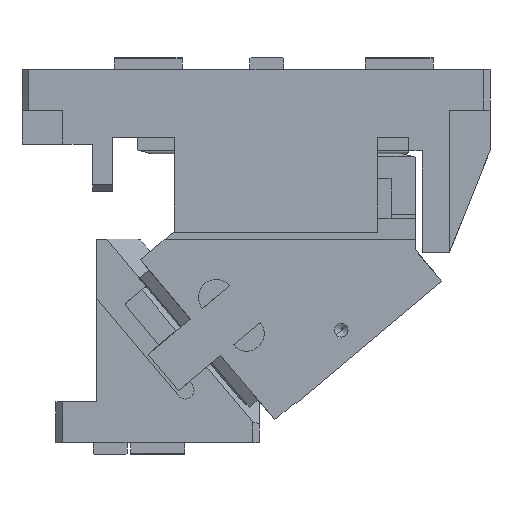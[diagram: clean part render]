
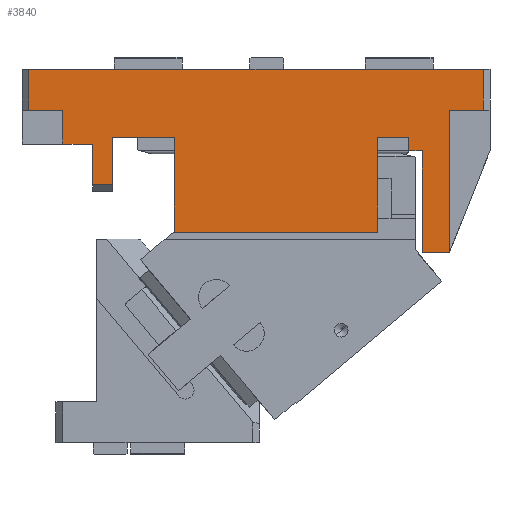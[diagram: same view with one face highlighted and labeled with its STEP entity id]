
A CAD part, front view. The second image highlights one B-rep face of the part: STEP entity #3840.
In plain terms, the highlighted planar face has unit normal (0, -1, 0).
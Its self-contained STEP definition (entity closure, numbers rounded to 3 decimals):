
#364=CARTESIAN_POINT('Vertex',(5.,-55.,0.)) ;
#367=CARTESIAN_POINT('Line Origine',(172.5,-55.,0.)) ;
#371=CARTESIAN_POINT('Vertex',(340.,-55.,0.)) ;
#1322=CARTESIAN_POINT('Line Origine',(187.07,-55.,-119.999)) ;
#1326=CARTESIAN_POINT('Vertex',(262.07,-55.,-119.999)) ;
#1328=CARTESIAN_POINT('Vertex',(112.07,-55.,-119.999)) ;
#1407=CARTESIAN_POINT('Line Origine',(112.07,-55.,-84.999)) ;
#1411=CARTESIAN_POINT('Vertex',(112.07,-55.,-49.999)) ;
#1468=CARTESIAN_POINT('Vertex',(262.07,-55.,-49.999)) ;
#1471=CARTESIAN_POINT('Line Origine',(262.07,-55.,-84.999)) ;
#1961=CARTESIAN_POINT('Vertex',(5.,-55.,-30.)) ;
#1964=CARTESIAN_POINT('Line Origine',(5.,-55.,-15.)) ;
#2285=CARTESIAN_POINT('Vertex',(30.,-55.,-30.)) ;
#2288=CARTESIAN_POINT('Line Origine',(17.5,-55.,-30.)) ;
#2314=CARTESIAN_POINT('Vertex',(30.,-55.,-55.)) ;
#2317=CARTESIAN_POINT('Line Origine',(30.,-55.,-42.5)) ;
#2345=CARTESIAN_POINT('Vertex',(52.07,-55.,-55.)) ;
#2348=CARTESIAN_POINT('Line Origine',(41.035,-55.,-55.)) ;
#2382=CARTESIAN_POINT('Vertex',(52.07,-55.,-84.999)) ;
#2385=CARTESIAN_POINT('Line Origine',(52.07,-55.,-70.)) ;
#2408=CARTESIAN_POINT('Vertex',(67.07,-55.,-84.999)) ;
#2411=CARTESIAN_POINT('Line Origine',(59.57,-55.,-84.999)) ;
#2439=CARTESIAN_POINT('Vertex',(67.07,-55.,-49.999)) ;
#2442=CARTESIAN_POINT('Line Origine',(67.07,-55.,-67.499)) ;
#2667=CARTESIAN_POINT('Vertex',(315.,-55.,-135.)) ;
#2683=CARTESIAN_POINT('Vertex',(315.,-55.,-30.)) ;
#2686=CARTESIAN_POINT('Line Origine',(315.,-55.,-82.5)) ;
#2703=CARTESIAN_POINT('Line Origine',(340.,-55.,-15.)) ;
#2707=CARTESIAN_POINT('Vertex',(340.,-55.,-30.)) ;
#3441=CARTESIAN_POINT('Vertex',(285.07,-55.,-59.999)) ;
#3444=CARTESIAN_POINT('Line Origine',(285.07,-55.,-54.999)) ;
#3448=CARTESIAN_POINT('Vertex',(285.07,-55.,-49.999)) ;
#3479=CARTESIAN_POINT('Vertex',(295.07,-55.,-59.999)) ;
#3482=CARTESIAN_POINT('Line Origine',(290.07,-55.,-59.999)) ;
#3505=CARTESIAN_POINT('Vertex',(295.07,-55.,-135.)) ;
#3510=CARTESIAN_POINT('Line Origine',(295.07,-55.,-97.5)) ;
#3537=CARTESIAN_POINT('Line Origine',(305.035,-55.,-135.)) ;
#3779=CARTESIAN_POINT('Line Origine',(273.57,-55.,-49.999)) ;
#3784=CARTESIAN_POINT('Line Origine',(89.57,-55.,-49.999)) ;
#3808=CARTESIAN_POINT('Axis2P3D Location',(0.,-55.,0.)) ;
#3813=CARTESIAN_POINT('Line Origine',(327.5,-55.,-30.)) ;
#368=DIRECTION('Vector Direction',(1.,0.,0.)) ;
#1323=DIRECTION('Vector Direction',(-1.,0.,0.)) ;
#1408=DIRECTION('Vector Direction',(0.,0.,1.)) ;
#1472=DIRECTION('Vector Direction',(0.,0.,-1.)) ;
#1965=DIRECTION('Vector Direction',(0.,0.,-1.)) ;
#2289=DIRECTION('Vector Direction',(1.,0.,0.)) ;
#2318=DIRECTION('Vector Direction',(0.,0.,-1.)) ;
#2349=DIRECTION('Vector Direction',(1.,0.,0.)) ;
#2386=DIRECTION('Vector Direction',(0.,0.,1.)) ;
#2412=DIRECTION('Vector Direction',(1.,0.,0.)) ;
#2443=DIRECTION('Vector Direction',(0.,0.,1.)) ;
#2687=DIRECTION('Vector Direction',(0.,0.,-1.)) ;
#2704=DIRECTION('Vector Direction',(0.,0.,-1.)) ;
#3445=DIRECTION('Vector Direction',(0.,0.,-1.)) ;
#3483=DIRECTION('Vector Direction',(1.,0.,0.)) ;
#3511=DIRECTION('Vector Direction',(0.,0.,-1.)) ;
#3538=DIRECTION('Vector Direction',(1.,0.,0.)) ;
#3780=DIRECTION('Vector Direction',(1.,0.,0.)) ;
#3785=DIRECTION('Vector Direction',(1.,0.,0.)) ;
#3809=DIRECTION('Axis2P3D Direction',(0.,-1.,0.)) ;
#3810=DIRECTION('Axis2P3D XDirection',(0.,0.,-1.)) ;
#3814=DIRECTION('Vector Direction',(-1.,0.,0.)) ;
#3811=AXIS2_PLACEMENT_3D('Plane Axis2P3D',#3808,#3809,#3810) ;
#3819=ORIENTED_EDGE('',*,*,#3514,.T.) ;
#3820=ORIENTED_EDGE('',*,*,#3541,.T.) ;
#3821=ORIENTED_EDGE('',*,*,#2690,.F.) ;
#3822=ORIENTED_EDGE('',*,*,#3817,.F.) ;
#3823=ORIENTED_EDGE('',*,*,#2709,.F.) ;
#3824=ORIENTED_EDGE('',*,*,#373,.F.) ;
#3825=ORIENTED_EDGE('',*,*,#1968,.T.) ;
#3826=ORIENTED_EDGE('',*,*,#2292,.T.) ;
#3827=ORIENTED_EDGE('',*,*,#2321,.T.) ;
#3828=ORIENTED_EDGE('',*,*,#2352,.T.) ;
#3829=ORIENTED_EDGE('',*,*,#2389,.F.) ;
#3830=ORIENTED_EDGE('',*,*,#2415,.T.) ;
#3831=ORIENTED_EDGE('',*,*,#2446,.T.) ;
#3832=ORIENTED_EDGE('',*,*,#3788,.T.) ;
#3833=ORIENTED_EDGE('',*,*,#1413,.F.) ;
#3834=ORIENTED_EDGE('',*,*,#1330,.F.) ;
#3835=ORIENTED_EDGE('',*,*,#1475,.F.) ;
#3836=ORIENTED_EDGE('',*,*,#3783,.T.) ;
#3837=ORIENTED_EDGE('',*,*,#3450,.T.) ;
#3838=ORIENTED_EDGE('',*,*,#3486,.T.) ;
#369=VECTOR('Line Direction',#368,1.) ;
#1324=VECTOR('Line Direction',#1323,1.) ;
#1409=VECTOR('Line Direction',#1408,1.) ;
#1473=VECTOR('Line Direction',#1472,1.) ;
#1966=VECTOR('Line Direction',#1965,1.) ;
#2290=VECTOR('Line Direction',#2289,1.) ;
#2319=VECTOR('Line Direction',#2318,1.) ;
#2350=VECTOR('Line Direction',#2349,1.) ;
#2387=VECTOR('Line Direction',#2386,1.) ;
#2413=VECTOR('Line Direction',#2412,1.) ;
#2444=VECTOR('Line Direction',#2443,1.) ;
#2688=VECTOR('Line Direction',#2687,1.) ;
#2705=VECTOR('Line Direction',#2704,1.) ;
#3446=VECTOR('Line Direction',#3445,1.) ;
#3484=VECTOR('Line Direction',#3483,1.) ;
#3512=VECTOR('Line Direction',#3511,1.) ;
#3539=VECTOR('Line Direction',#3538,1.) ;
#3781=VECTOR('Line Direction',#3780,1.) ;
#3786=VECTOR('Line Direction',#3785,1.) ;
#3815=VECTOR('Line Direction',#3814,1.) ;
#3840=ADVANCED_FACE('CAM HOLDER',(#3839),#3812,.T.) ;
#373=EDGE_CURVE('',#365,#372,#370,.T.) ;
#1330=EDGE_CURVE('',#1327,#1329,#1325,.T.) ;
#1413=EDGE_CURVE('',#1329,#1412,#1410,.T.) ;
#1475=EDGE_CURVE('',#1469,#1327,#1474,.T.) ;
#1968=EDGE_CURVE('',#365,#1962,#1967,.T.) ;
#2292=EDGE_CURVE('',#1962,#2286,#2291,.T.) ;
#2321=EDGE_CURVE('',#2286,#2315,#2320,.T.) ;
#2352=EDGE_CURVE('',#2315,#2346,#2351,.T.) ;
#2389=EDGE_CURVE('',#2383,#2346,#2388,.T.) ;
#2415=EDGE_CURVE('',#2383,#2409,#2414,.T.) ;
#2446=EDGE_CURVE('',#2409,#2440,#2445,.T.) ;
#2690=EDGE_CURVE('',#2684,#2668,#2689,.T.) ;
#2709=EDGE_CURVE('',#372,#2708,#2706,.T.) ;
#3450=EDGE_CURVE('',#3449,#3442,#3447,.T.) ;
#3486=EDGE_CURVE('',#3442,#3480,#3485,.T.) ;
#3514=EDGE_CURVE('',#3480,#3506,#3513,.T.) ;
#3541=EDGE_CURVE('',#3506,#2668,#3540,.T.) ;
#3783=EDGE_CURVE('',#1469,#3449,#3782,.T.) ;
#3788=EDGE_CURVE('',#2440,#1412,#3787,.T.) ;
#3817=EDGE_CURVE('',#2708,#2684,#3816,.T.) ;
#3818=EDGE_LOOP('',(#3819,#3820,#3821,#3822,#3823,#3824,#3825,#3826,#3827,#3828,#3829,#3830,#3831,#3832,#3833,#3834,#3835,#3836,#3837,#3838)) ;
#3839=FACE_OUTER_BOUND('',#3818,.T.) ;
#370=LINE('Line',#367,#369) ;
#1325=LINE('Line',#1322,#1324) ;
#1410=LINE('Line',#1407,#1409) ;
#1474=LINE('Line',#1471,#1473) ;
#1967=LINE('Line',#1964,#1966) ;
#2291=LINE('Line',#2288,#2290) ;
#2320=LINE('Line',#2317,#2319) ;
#2351=LINE('Line',#2348,#2350) ;
#2388=LINE('Line',#2385,#2387) ;
#2414=LINE('Line',#2411,#2413) ;
#2445=LINE('Line',#2442,#2444) ;
#2689=LINE('Line',#2686,#2688) ;
#2706=LINE('Line',#2703,#2705) ;
#3447=LINE('Line',#3444,#3446) ;
#3485=LINE('Line',#3482,#3484) ;
#3513=LINE('Line',#3510,#3512) ;
#3540=LINE('Line',#3537,#3539) ;
#3782=LINE('Line',#3779,#3781) ;
#3787=LINE('Line',#3784,#3786) ;
#3816=LINE('Line',#3813,#3815) ;
#3812=PLANE('Plane',#3811) ;
#365=VERTEX_POINT('',#364) ;
#372=VERTEX_POINT('',#371) ;
#1327=VERTEX_POINT('',#1326) ;
#1329=VERTEX_POINT('',#1328) ;
#1412=VERTEX_POINT('',#1411) ;
#1469=VERTEX_POINT('',#1468) ;
#1962=VERTEX_POINT('',#1961) ;
#2286=VERTEX_POINT('',#2285) ;
#2315=VERTEX_POINT('',#2314) ;
#2346=VERTEX_POINT('',#2345) ;
#2383=VERTEX_POINT('',#2382) ;
#2409=VERTEX_POINT('',#2408) ;
#2440=VERTEX_POINT('',#2439) ;
#2668=VERTEX_POINT('',#2667) ;
#2684=VERTEX_POINT('',#2683) ;
#2708=VERTEX_POINT('',#2707) ;
#3442=VERTEX_POINT('',#3441) ;
#3449=VERTEX_POINT('',#3448) ;
#3480=VERTEX_POINT('',#3479) ;
#3506=VERTEX_POINT('',#3505) ;
